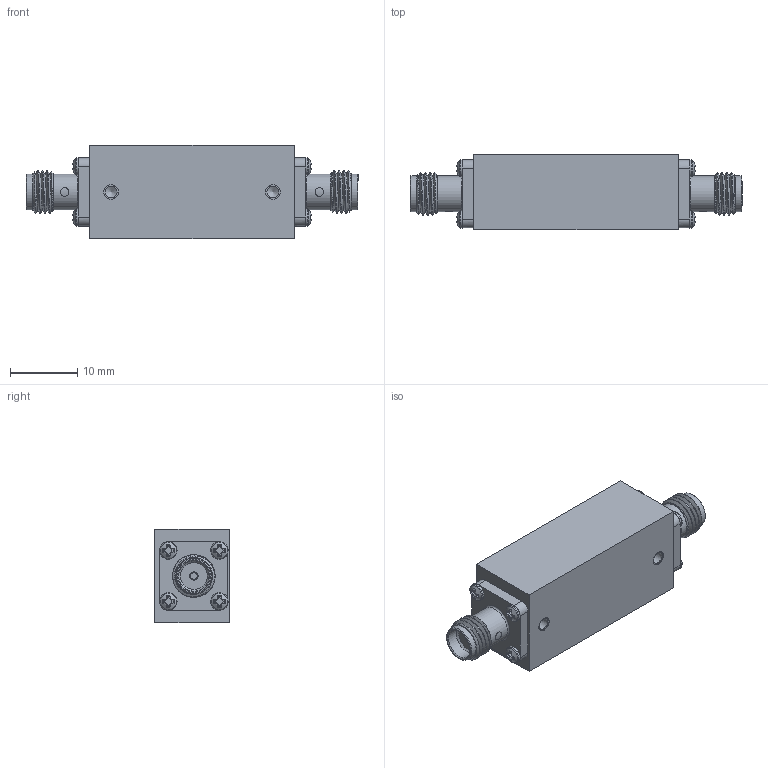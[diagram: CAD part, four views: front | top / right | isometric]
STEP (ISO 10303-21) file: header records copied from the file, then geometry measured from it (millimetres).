
FILE_DESCRIPTION (( 'STEP AP203' ), '1' );
FILE_NAME ('PE87FL1015 ¦ FMFL1015.step', '2020-03-02T22:13:12', ( '' ), ( '' ), 'SwSTEP 2.0', 'SolidWorks 2018', '' );
FILE_SCHEMA (( 'CONFIG_CONTROL_DESIGN' ));
Length unit declared in the file: inch
Products named in the file (1): PE87FL1015 ｦ FMFL1015
Bounding box: 49.53 x 11.23 x 13.97 mm (x, y, z)
Volume: 5379.7 mm3; surface area: 3014.3 mm2
Topology: 3 solids, 3 shells, 309 faces, 784 edges, 516 vertices
Faces by surface type: plane 191, cylinder 50, cone 44, bspline 22, torus 2
Full cylindrical faces by diameter (mm): 1.016 x2, 1.092 x8, 1.27 x4, 1.778 x2, 2.184 x2, 2.591 x8, 4.521 x2, 5.08 x2, 5.334 x4
Entity records: 11687 total; most frequent: CARTESIAN_POINT 4962, ORIENTED_EDGE 1420, DIRECTION 1180, EDGE_CURVE 710, VERTEX_POINT 494, AXIS2_PLACEMENT_3D 444, EDGE_LOOP 400, FACE_OUTER_BOUND 353
